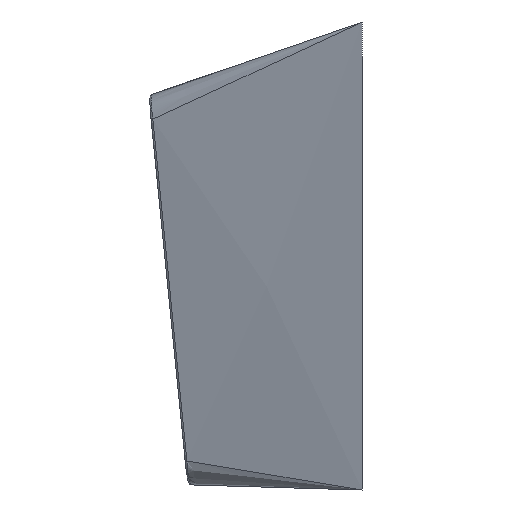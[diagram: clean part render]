
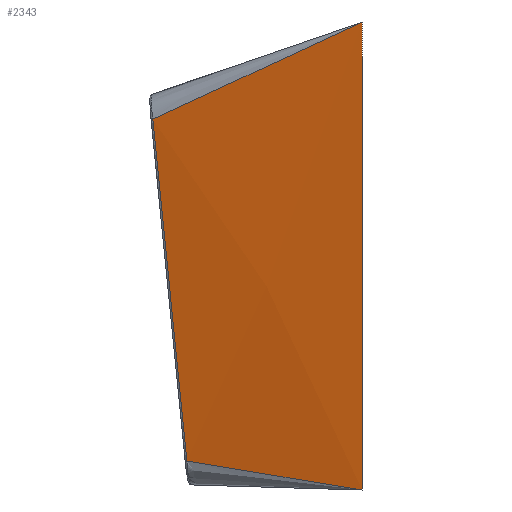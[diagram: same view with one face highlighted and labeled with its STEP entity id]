
A CAD part, left-side view. The second image highlights one B-rep face of the part: STEP entity #2343.
In plain terms, the highlighted free-form (B-spline) face has degree [3, 1] with [6, 2] control points.
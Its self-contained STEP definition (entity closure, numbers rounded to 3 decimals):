
#11 = CARTESIAN_POINT ( 'NONE',  ( 0., 0., 0. ) ) ;
#24 = CARTESIAN_POINT ( 'NONE',  ( 2.626, 8.048, 14.255 ) ) ;
#47 = DIRECTION ( 'NONE',  ( 0., 0., -1. ) ) ;
#171 = CARTESIAN_POINT ( 'NONE',  ( 2.606, 7.986, 14.285 ) ) ;
#176 = ORIENTED_EDGE ( 'NONE', *, *, #1475, .T. ) ;
#223 = CARTESIAN_POINT ( 'NONE',  ( 1.669, 5.139, 15.617 ) ) ;
#372 = CARTESIAN_POINT ( 'NONE',  ( 1.341, 4.135, 16.085 ) ) ;
#453 = CARTESIAN_POINT ( 'NONE',  ( 0., 0., 15. ) ) ;
#458 = VERTEX_POINT ( 'NONE', #2549 ) ;
#489 = CARTESIAN_POINT ( 'NONE',  ( 2.624, 7.171, 5.429 ) ) ;
#515 = CARTESIAN_POINT ( 'NONE',  ( 0., 0., 12. ) ) ;
#524 = CARTESIAN_POINT ( 'NONE',  ( 0., 0., 0. ) ) ;
#720 = CARTESIAN_POINT ( 'NONE',  ( 2.624, 6.886, 2.557 ) ) ;
#760 = ORIENTED_EDGE ( 'NONE', *, *, #1118, .F. ) ;
#775 = CARTESIAN_POINT ( 'NONE',  ( 2.65, 8.215, 15.171 ) ) ;
#790 = CARTESIAN_POINT ( 'NONE',  ( 1.301, 4.012, 16.142 ) ) ;
#844 = B_SPLINE_CURVE_WITH_KNOTS ( 'NONE', 3,
 ( #1107, #2823, #2273, #790, #3100, #372, #1634, #1113, #223, #1126, #2607, #1442, #2578, #872, #1141, #3070, #2335, #1354, #1190, #1925, #2676, #2917, #2352, #1610, #2859, #883, #171, #1882 ),
 .UNSPECIFIED., .F., .F.,
 ( 4, 2, 2, 1, 1, 1, 2, 2, 1, 2, 2, 1, 1, 2, 2, 2, 4 ),
 ( 0., 0.488, 0.503, 0.519, 0.549, 0.61, 0.732, 0.763, 0.793, 0.854, 0.885, 0.915, 0.931, 0.935, 0.938, 0.946, 0.976 ),
 .UNSPECIFIED. ) ;
#872 = CARTESIAN_POINT ( 'NONE',  ( 2.126, 6.531, 14.967 ) ) ;
#883 = CARTESIAN_POINT ( 'NONE',  ( 2.572, 7.884, 14.332 ) ) ;
#945 = CARTESIAN_POINT ( 'NONE',  ( 0., 0., 6. ) ) ;
#987 = CARTESIAN_POINT ( 'NONE',  ( 2.625, 7.599, 9.736 ) ) ;
#1003 = CARTESIAN_POINT ( 'NONE',  ( 2.65, 7.716, 10.181 ) ) ;
#1021 = CARTESIAN_POINT ( 'NONE',  ( 0., 0., 0. ) ) ;
#1041 = EDGE_CURVE ( 'NONE', #458, #2832, #2836, .T. ) ;
#1107 = CARTESIAN_POINT ( 'NONE',  ( 0., 0., 18. ) ) ;
#1113 = CARTESIAN_POINT ( 'NONE',  ( 1.478, 4.556, 15.889 ) ) ;
#1118 = EDGE_CURVE ( 'NONE', #2878, #1232, #1593, .T. ) ;
#1121 = B_SPLINE_SURFACE_WITH_KNOTS ( 'NONE', 3, 1, ( 
 ( #524, #1765 ),
 ( #2187, #2411 ),
 ( #945, #1996 ),
 ( #515, #1003 ),
 ( #453, #1754 ),
 ( #2980, #775 ) ),
 .UNSPECIFIED., .F., .F., .F.,
 ( 4, 2, 4 ),
 ( 2, 2 ),
 ( 0., 0.5, 1. ),
 ( 0., 1. ),
 .UNSPECIFIED. ) ;
#1126 = CARTESIAN_POINT ( 'NONE',  ( 1.83, 5.63, 15.388 ) ) ;
#1141 = CARTESIAN_POINT ( 'NONE',  ( 2.207, 6.778, 14.851 ) ) ;
#1190 = CARTESIAN_POINT ( 'NONE',  ( 2.41, 7.395, 14.562 ) ) ;
#1232 = VERTEX_POINT ( 'NONE', #1021 ) ;
#1242 = CARTESIAN_POINT ( 'NONE',  ( 2.625, 7.456, 8.3 ) ) ;
#1354 = CARTESIAN_POINT ( 'NONE',  ( 2.369, 7.271, 14.62 ) ) ;
#1434 = CARTESIAN_POINT ( 'NONE',  ( 1.817, 4.638, 0.784 ) ) ;
#1441 = EDGE_LOOP ( 'NONE', ( #176, #1509, #1674, #760 ) ) ;
#1442 = CARTESIAN_POINT ( 'NONE',  ( 1.989, 6.115, 15.161 ) ) ;
#1475 = EDGE_CURVE ( 'NONE', #2878, #458, #844, .T. ) ;
#1503 = VECTOR ( 'NONE', #47, 1000. ) ;
#1509 = ORIENTED_EDGE ( 'NONE', *, *, #1041, .T. ) ;
#1593 = LINE ( 'NONE', #2969, #1503 ) ;
#1610 = CARTESIAN_POINT ( 'NONE',  ( 2.501, 7.668, 14.434 ) ) ;
#1634 = CARTESIAN_POINT ( 'NONE',  ( 1.382, 4.262, 16.026 ) ) ;
#1674 = ORIENTED_EDGE ( 'NONE', *, *, #3132, .T. ) ;
#1754 = CARTESIAN_POINT ( 'NONE',  ( 2.65, 7.966, 12.676 ) ) ;
#1765 = CARTESIAN_POINT ( 'NONE',  ( 2.65, 6.72, 0.199 ) ) ;
#1869 = CARTESIAN_POINT ( 'NONE',  ( 0., 0., 18. ) ) ;
#1882 = CARTESIAN_POINT ( 'NONE',  ( 2.626, 8.048, 14.255 ) ) ;
#1922 = CARTESIAN_POINT ( 'NONE',  ( 0.943, 2.39, 0.41 ) ) ;
#1925 = CARTESIAN_POINT ( 'NONE',  ( 2.454, 7.528, 14.5 ) ) ;
#1980 = CARTESIAN_POINT ( 'NONE',  ( 2.626, 7.898, 12.749 ) ) ;
#1996 = CARTESIAN_POINT ( 'NONE',  ( 2.65, 7.218, 5.19 ) ) ;
#2143 = CARTESIAN_POINT ( 'NONE',  ( 2.623, 6.743, 1.121 ) ) ;
#2187 = CARTESIAN_POINT ( 'NONE',  ( 0., 0., 3. ) ) ;
#2197 = CARTESIAN_POINT ( 'NONE',  ( 2.625, 7.313, 6.864 ) ) ;
#2209 = CARTESIAN_POINT ( 'NONE',  ( 2.624, 7.028, 3.993 ) ) ;
#2273 = CARTESIAN_POINT ( 'NONE',  ( 0.876, 2.71, 16.748 ) ) ;
#2335 = CARTESIAN_POINT ( 'NONE',  ( 2.315, 7.105, 14.698 ) ) ;
#2343 = ADVANCED_FACE ( 'NONE', ( #2898 ), #1121, .T. ) ;
#2352 = CARTESIAN_POINT ( 'NONE',  ( 2.48, 7.607, 14.463 ) ) ;
#2403 = B_SPLINE_CURVE_WITH_KNOTS ( 'NONE', 3,
 ( #2656, #1434, #1922, #11 ),
 .UNSPECIFIED., .F., .F.,
 ( 4, 4 ),
 ( 0.011, 1. ),
 .UNSPECIFIED. ) ;
#2411 = CARTESIAN_POINT ( 'NONE',  ( 2.65, 6.969, 2.695 ) ) ;
#2456 = CARTESIAN_POINT ( 'NONE',  ( 2.626, 7.749, 11.243 ) ) ;
#2549 = CARTESIAN_POINT ( 'NONE',  ( 2.626, 8.048, 14.255 ) ) ;
#2578 = CARTESIAN_POINT ( 'NONE',  ( 2.044, 6.282, 15.083 ) ) ;
#2607 = CARTESIAN_POINT ( 'NONE',  ( 1.962, 6.034, 15.199 ) ) ;
#2656 = CARTESIAN_POINT ( 'NONE',  ( 2.623, 6.743, 1.121 ) ) ;
#2676 = CARTESIAN_POINT ( 'NONE',  ( 2.471, 7.579, 14.475 ) ) ;
#2717 = CARTESIAN_POINT ( 'NONE',  ( 2.623, 6.743, 1.121 ) ) ;
#2823 = CARTESIAN_POINT ( 'NONE',  ( 0.447, 1.385, 17.361 ) ) ;
#2832 = VERTEX_POINT ( 'NONE', #2143 ) ;
#2836 = B_SPLINE_CURVE_WITH_KNOTS ( 'NONE', 3,
 ( #24, #1980, #2456, #987, #1242, #2197, #489, #2209, #720, #2717 ),
 .UNSPECIFIED., .F., .F.,
 ( 4, 3, 3, 4 ),
 ( 0., 0.005, 0.009, 0.013 ),
 .UNSPECIFIED. ) ;
#2859 = CARTESIAN_POINT ( 'NONE',  ( 2.513, 7.706, 14.416 ) ) ;
#2878 = VERTEX_POINT ( 'NONE', #1869 ) ;
#2898 = FACE_OUTER_BOUND ( 'NONE', #1441, .T. ) ;
#2917 = CARTESIAN_POINT ( 'NONE',  ( 2.478, 7.6, 14.466 ) ) ;
#2969 = CARTESIAN_POINT ( 'NONE',  ( 0., 0., 18. ) ) ;
#2980 = CARTESIAN_POINT ( 'NONE',  ( 0., 0., 18. ) ) ;
#3070 = CARTESIAN_POINT ( 'NONE',  ( 2.288, 7.024, 14.736 ) ) ;
#3100 = CARTESIAN_POINT ( 'NONE',  ( 1.314, 4.051, 16.124 ) ) ;
#3132 = EDGE_CURVE ( 'NONE', #2832, #1232, #2403, .T. ) ;
